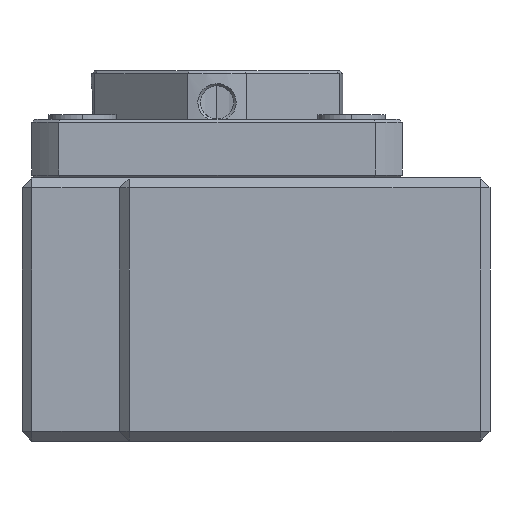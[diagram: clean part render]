
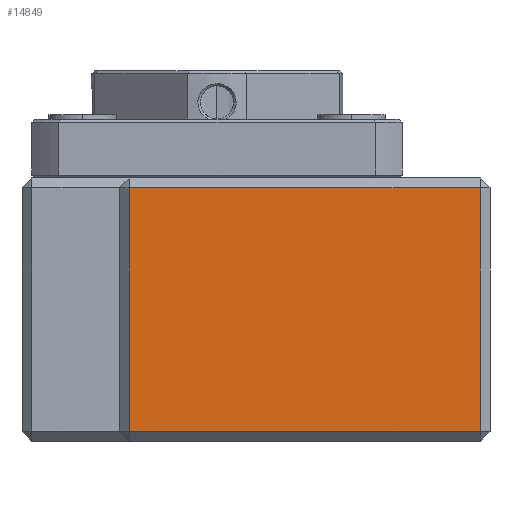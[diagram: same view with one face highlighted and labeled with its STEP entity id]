
A CAD part, left-side view. The second image highlights one B-rep face of the part: STEP entity #14849.
In plain terms, the highlighted planar face has unit normal (-1, 0, 0).
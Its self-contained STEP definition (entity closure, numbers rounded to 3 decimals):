
#1047 = ORIENTED_EDGE ( 'NONE', *, *, #26077, .T. ) ;
#4473 = DIRECTION ( 'NONE',  ( 0., -1., 0. ) ) ;
#5029 = EDGE_CURVE ( 'NONE', #23031, #12630, #23152, .T. ) ;
#6214 = CARTESIAN_POINT ( 'NONE',  ( -35., 1., -12.5 ) ) ;
#6472 = LINE ( 'NONE', #22656, #15966 ) ;
#9941 = DIRECTION ( 'NONE',  ( 0., -1., 0. ) ) ;
#10331 = DIRECTION ( 'NONE',  ( 0., 0., -1. ) ) ;
#10341 = VECTOR ( 'NONE', #19140, 1000. ) ;
#10693 = FACE_OUTER_BOUND ( 'NONE', #22752, .T. ) ;
#12040 = LINE ( 'NONE', #17857, #14678 ) ;
#12570 = EDGE_CURVE ( 'NONE', #21057, #18573, #12040, .T. ) ;
#12630 = VERTEX_POINT ( 'NONE', #12810 ) ;
#12810 = CARTESIAN_POINT ( 'NONE',  ( -35., 37., 12.5 ) ) ;
#13061 = DIRECTION ( 'NONE',  ( 1., 0., 0. ) ) ;
#13642 = ORIENTED_EDGE ( 'NONE', *, *, #5029, .F. ) ;
#13725 = CARTESIAN_POINT ( 'NONE',  ( -35., 1., 12.5 ) ) ;
#14678 = VECTOR ( 'NONE', #10331, 1000. ) ;
#14849 = ADVANCED_FACE ( 'NONE', ( #10693 ), #14925, .F. ) ;
#14925 = PLANE ( 'NONE',  #19442 ) ;
#15193 = CARTESIAN_POINT ( 'NONE',  ( -35., 37., -12.5 ) ) ;
#15966 = VECTOR ( 'NONE', #4473, 1000. ) ;
#17857 = CARTESIAN_POINT ( 'NONE',  ( -35., 1., 13.5 ) ) ;
#18243 = CARTESIAN_POINT ( 'NONE',  ( -35., 38., 12.5 ) ) ;
#18520 = EDGE_CURVE ( 'NONE', #12630, #21057, #22246, .T. ) ;
#18573 = VERTEX_POINT ( 'NONE', #6214 ) ;
#19140 = DIRECTION ( 'NONE',  ( 0., 0., 1. ) ) ;
#19442 = AXIS2_PLACEMENT_3D ( 'NONE', #21034, #13061, #23043 ) ;
#20013 = VECTOR ( 'NONE', #9941, 1000. ) ;
#21034 = CARTESIAN_POINT ( 'NONE',  ( -35., 38., 13.5 ) ) ;
#21057 = VERTEX_POINT ( 'NONE', #13725 ) ;
#21141 = CARTESIAN_POINT ( 'NONE',  ( -35., 37., 13.5 ) ) ;
#22246 = LINE ( 'NONE', #18243, #20013 ) ;
#22656 = CARTESIAN_POINT ( 'NONE',  ( -35., 38., -12.5 ) ) ;
#22752 = EDGE_LOOP ( 'NONE', ( #25253, #23618, #13642, #1047 ) ) ;
#23031 = VERTEX_POINT ( 'NONE', #15193 ) ;
#23043 = DIRECTION ( 'NONE',  ( 0., 1., 0. ) ) ;
#23152 = LINE ( 'NONE', #21141, #10341 ) ;
#23618 = ORIENTED_EDGE ( 'NONE', *, *, #18520, .F. ) ;
#25253 = ORIENTED_EDGE ( 'NONE', *, *, #12570, .F. ) ;
#26077 = EDGE_CURVE ( 'NONE', #23031, #18573, #6472, .T. ) ;
